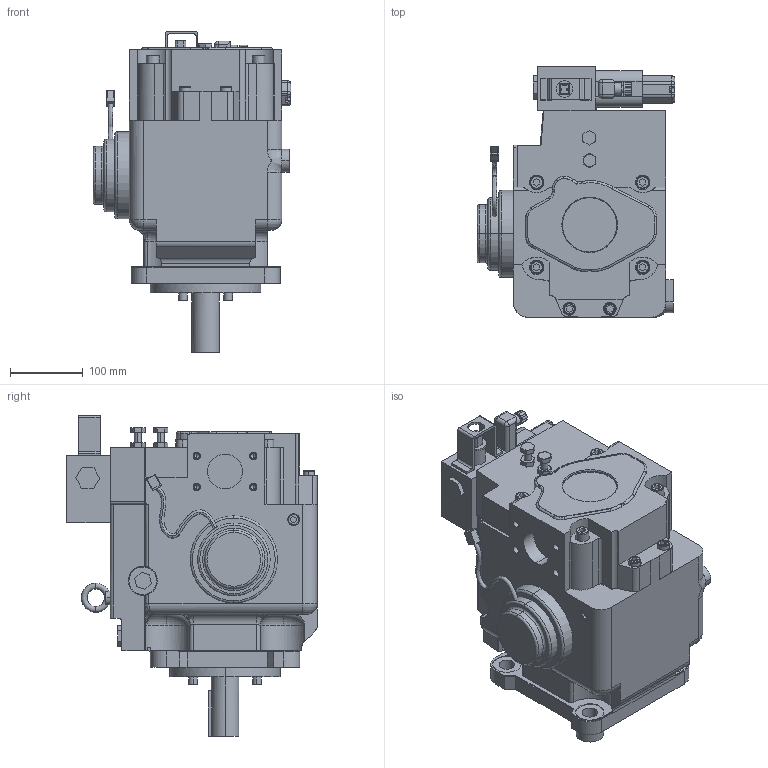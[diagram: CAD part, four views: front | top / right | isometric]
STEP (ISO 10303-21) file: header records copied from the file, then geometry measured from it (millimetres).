
FILE_DESCRIPTION (( 'STEP AP203' ), '1' );
FILE_NAME ('A90_FR04E_60_ASSY2.STEP', '2022-02-22T09:24:07', ( '' ), ( '' ), 'SwSTEP 2.0', 'SolidWorks 2019', '' );
FILE_SCHEMA (( 'CONFIG_CONTROL_DESIGN' ));
Length unit declared in the file: millimetre
Products named in the file (4): A90_FR04E_60_ASSY2; Sensor connector; Prop_Valve_A70A90A145; A90-FR04EH-LS-60
Assembly tree (3 placements, depth 2):
  A90_FR04E_60_ASSY2
    A90-FR04EH-LS-60
    Sensor connector
    Prop_Valve_A70A90A145
Bounding box: 272.4 x 345 x 442 mm (x, y, z)
Volume: 15978586.6 mm3; surface area: 679364.3 mm2
Topology: 5 solids, 12 shells, 892 faces, 2201 edges, 1403 vertices
Faces by surface type: plane 459, cylinder 325, torus 52, cone 28, bspline 20, sphere 8
Entity records: 35929 total; most frequent: CARTESIAN_POINT 15786, ORIENTED_EDGE 4346, DIRECTION 3598, EDGE_CURVE 2173, VERTEX_POINT 1403, AXIS2_PLACEMENT_3D 1335, EDGE_LOOP 1004, LINE 928
